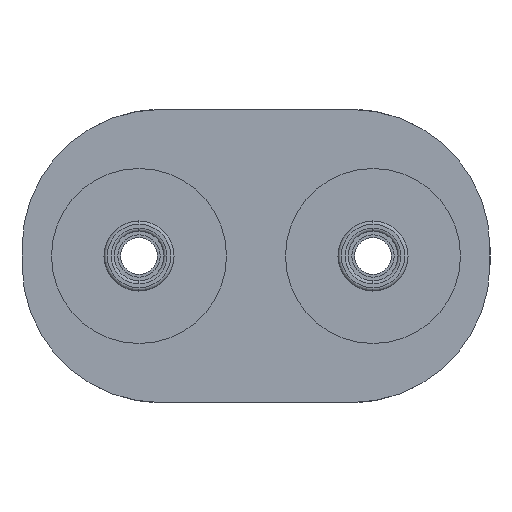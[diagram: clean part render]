
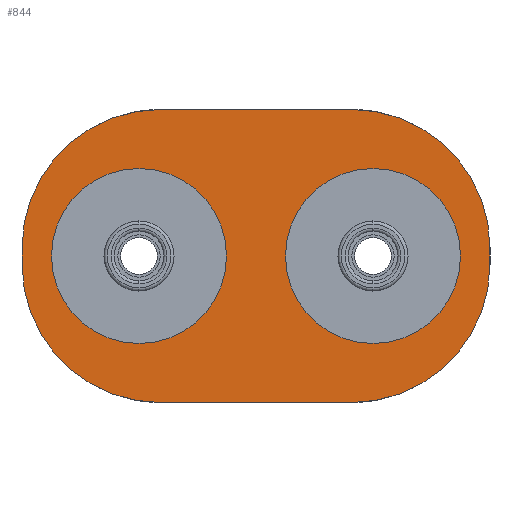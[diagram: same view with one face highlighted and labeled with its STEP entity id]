
A CAD part, left-side view. The second image highlights one B-rep face of the part: STEP entity #844.
In plain terms, the highlighted planar face has unit normal (-1, 0, 0).
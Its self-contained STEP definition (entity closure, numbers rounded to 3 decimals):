
#12 = DIRECTION ( 'NONE',  ( 0., 0., 1. ) ) ;
#30 = VERTEX_POINT ( 'NONE', #5938 ) ;
#53 = EDGE_CURVE ( 'NONE', #11905, #644, #8141, .T. ) ;
#114 = DIRECTION ( 'NONE',  ( 1., 0., 0. ) ) ;
#214 = ORIENTED_EDGE ( 'NONE', *, *, #16481, .T. ) ;
#217 = CARTESIAN_POINT ( 'NONE',  ( -28.85, 6.35, -4.75 ) ) ;
#409 = ORIENTED_EDGE ( 'NONE', *, *, #8380, .T. ) ;
#468 = DIRECTION ( 'NONE',  ( -1., 0., 0. ) ) ;
#472 = VECTOR ( 'NONE', #10457, 1000. ) ;
#644 = VERTEX_POINT ( 'NONE', #217 ) ;
#750 = EDGE_CURVE ( 'NONE', #9532, #6517, #4942, .T. ) ;
#798 = EDGE_CURVE ( 'NONE', #9532, #18083, #9991, .T. ) ;
#844 = ADVANCED_FACE ( 'NONE', ( #1726, #4037, #4505 ), #6536, .T. ) ;
#1148 = LINE ( 'NONE', #3082, #9410 ) ;
#1181 = CIRCLE ( 'NONE', #17254, 4.75 ) ;
#1212 = CIRCLE ( 'NONE', #12813, 7.5 ) ;
#1561 = ORIENTED_EDGE ( 'NONE', *, *, #5719, .T. ) ;
#1726 = FACE_OUTER_BOUND ( 'NONE', #15244, .T. ) ;
#1764 = VERTEX_POINT ( 'NONE', #2600 ) ;
#2378 = CARTESIAN_POINT ( 'NONE',  ( -28.85, -6.35, 0. ) ) ;
#2600 = CARTESIAN_POINT ( 'NONE',  ( -28.85, 5.2, -7.95 ) ) ;
#2652 = LINE ( 'NONE', #14929, #13873 ) ;
#2700 = CIRCLE ( 'NONE', #17486, 4.75 ) ;
#2776 = CARTESIAN_POINT ( 'NONE',  ( -28.85, -6.35, 0. ) ) ;
#3020 = DIRECTION ( 'NONE',  ( 0., -1., 0. ) ) ;
#3082 = CARTESIAN_POINT ( 'NONE',  ( -28.85, 0.65, -7.95 ) ) ;
#3444 = DIRECTION ( 'NONE',  ( -1., 0., 0. ) ) ;
#3571 = DIRECTION ( 'NONE',  ( -1., 0., 0. ) ) ;
#3592 = DIRECTION ( 'NONE',  ( 0., 0., 1. ) ) ;
#3822 = EDGE_CURVE ( 'NONE', #5034, #1764, #1212, .T. ) ;
#3838 = EDGE_LOOP ( 'NONE', ( #11476, #14159 ) ) ;
#3853 = DIRECTION ( 'NONE',  ( 0., 0., 1. ) ) ;
#4037 = FACE_BOUND ( 'NONE', #9631, .T. ) ;
#4271 = CARTESIAN_POINT ( 'NONE',  ( -28.85, 12.7, 0. ) ) ;
#4391 = CARTESIAN_POINT ( 'NONE',  ( -28.85, 5.2, -0.45 ) ) ;
#4505 = FACE_BOUND ( 'NONE', #3838, .T. ) ;
#4525 = CARTESIAN_POINT ( 'NONE',  ( -28.85, -5.2, 7.95 ) ) ;
#4860 = ORIENTED_EDGE ( 'NONE', *, *, #3822, .T. ) ;
#4874 = CARTESIAN_POINT ( 'NONE',  ( -28.85, 12.7, -0.45 ) ) ;
#4942 = LINE ( 'NONE', #10888, #9519 ) ;
#5034 = VERTEX_POINT ( 'NONE', #4874 ) ;
#5719 = EDGE_CURVE ( 'NONE', #644, #11905, #1181, .T. ) ;
#5758 = CARTESIAN_POINT ( 'NONE',  ( -28.85, -12.7, -0.45 ) ) ;
#5868 = DIRECTION ( 'NONE',  ( 0., 0., 1. ) ) ;
#5938 = CARTESIAN_POINT ( 'NONE',  ( -28.85, -12.7, 0.45 ) ) ;
#6398 = EDGE_CURVE ( 'NONE', #18083, #5034, #9868, .T. ) ;
#6517 = VERTEX_POINT ( 'NONE', #4525 ) ;
#6536 = PLANE ( 'NONE',  #12309 ) ;
#6629 = CARTESIAN_POINT ( 'NONE',  ( -28.85, -6.35, 4.75 ) ) ;
#7224 = ORIENTED_EDGE ( 'NONE', *, *, #53, .T. ) ;
#7333 = CARTESIAN_POINT ( 'NONE',  ( -28.85, -5.2, -0.45 ) ) ;
#7627 = EDGE_CURVE ( 'NONE', #17104, #11786, #16739, .T. ) ;
#7667 = AXIS2_PLACEMENT_3D ( 'NONE', #7333, #8778, #12 ) ;
#7736 = ORIENTED_EDGE ( 'NONE', *, *, #798, .T. ) ;
#7754 = VERTEX_POINT ( 'NONE', #5758 ) ;
#7964 = CARTESIAN_POINT ( 'NONE',  ( -28.85, 5.2, 0.45 ) ) ;
#8141 = CIRCLE ( 'NONE', #16008, 4.75 ) ;
#8162 = CARTESIAN_POINT ( 'NONE',  ( -28.85, -5.2, -7.95 ) ) ;
#8380 = EDGE_CURVE ( 'NONE', #30, #6517, #8675, .T. ) ;
#8675 = CIRCLE ( 'NONE', #17459, 7.5 ) ;
#8778 = DIRECTION ( 'NONE',  ( -1., 0., 0. ) ) ;
#8878 = CIRCLE ( 'NONE', #7667, 7.5 ) ;
#9011 = DIRECTION ( 'NONE',  ( 1., 0., 0. ) ) ;
#9269 = CARTESIAN_POINT ( 'NONE',  ( -28.85, -5.2, 0.45 ) ) ;
#9382 = AXIS2_PLACEMENT_3D ( 'NONE', #7964, #13721, #3592 ) ;
#9410 = VECTOR ( 'NONE', #3020, 1000. ) ;
#9519 = VECTOR ( 'NONE', #18154, 1000. ) ;
#9532 = VERTEX_POINT ( 'NONE', #13386 ) ;
#9631 = EDGE_LOOP ( 'NONE', ( #7224, #1561 ) ) ;
#9736 = EDGE_CURVE ( 'NONE', #30, #7754, #2652, .T. ) ;
#9868 = LINE ( 'NONE', #4271, #472 ) ;
#9991 = CIRCLE ( 'NONE', #9382, 7.5 ) ;
#10042 = AXIS2_PLACEMENT_3D ( 'NONE', #2378, #12617, #3853 ) ;
#10357 = CARTESIAN_POINT ( 'NONE',  ( -28.85, 6.35, 0. ) ) ;
#10457 = DIRECTION ( 'NONE',  ( 0., 0., -1. ) ) ;
#10888 = CARTESIAN_POINT ( 'NONE',  ( -28.85, 0.65, 7.95 ) ) ;
#10927 = ORIENTED_EDGE ( 'NONE', *, *, #14172, .T. ) ;
#11381 = ORIENTED_EDGE ( 'NONE', *, *, #9736, .F. ) ;
#11476 = ORIENTED_EDGE ( 'NONE', *, *, #7627, .F. ) ;
#11786 = VERTEX_POINT ( 'NONE', #6629 ) ;
#11905 = VERTEX_POINT ( 'NONE', #16851 ) ;
#12107 = DIRECTION ( 'NONE',  ( 0., 0., -1. ) ) ;
#12309 = AXIS2_PLACEMENT_3D ( 'NONE', #13595, #468, #15070 ) ;
#12327 = DIRECTION ( 'NONE',  ( 0., 0., 1. ) ) ;
#12617 = DIRECTION ( 'NONE',  ( -1., 0., 0. ) ) ;
#12813 = AXIS2_PLACEMENT_3D ( 'NONE', #4391, #3571, #16974 ) ;
#12966 = CARTESIAN_POINT ( 'NONE',  ( -28.85, -6.35, -4.75 ) ) ;
#13022 = DIRECTION ( 'NONE',  ( 0., 0., 1. ) ) ;
#13386 = CARTESIAN_POINT ( 'NONE',  ( -28.85, 5.2, 7.95 ) ) ;
#13595 = CARTESIAN_POINT ( 'NONE',  ( -28.85, 0.65, 0. ) ) ;
#13721 = DIRECTION ( 'NONE',  ( -1., 0., 0. ) ) ;
#13873 = VECTOR ( 'NONE', #12107, 1000. ) ;
#14159 = ORIENTED_EDGE ( 'NONE', *, *, #15941, .F. ) ;
#14172 = EDGE_CURVE ( 'NONE', #1764, #17367, #1148, .T. ) ;
#14379 = DIRECTION ( 'NONE',  ( 0., 0., 1. ) ) ;
#14632 = ORIENTED_EDGE ( 'NONE', *, *, #6398, .T. ) ;
#14929 = CARTESIAN_POINT ( 'NONE',  ( -28.85, -12.7, 0. ) ) ;
#15070 = DIRECTION ( 'NONE',  ( 0., 0., 1. ) ) ;
#15244 = EDGE_LOOP ( 'NONE', ( #14632, #4860, #10927, #214, #11381, #409, #15556, #7736 ) ) ;
#15556 = ORIENTED_EDGE ( 'NONE', *, *, #750, .F. ) ;
#15941 = EDGE_CURVE ( 'NONE', #11786, #17104, #2700, .T. ) ;
#16008 = AXIS2_PLACEMENT_3D ( 'NONE', #17804, #9011, #14379 ) ;
#16481 = EDGE_CURVE ( 'NONE', #17367, #7754, #8878, .T. ) ;
#16739 = CIRCLE ( 'NONE', #10042, 4.75 ) ;
#16851 = CARTESIAN_POINT ( 'NONE',  ( -28.85, 6.35, 4.75 ) ) ;
#16974 = DIRECTION ( 'NONE',  ( 0., 0., 1. ) ) ;
#17104 = VERTEX_POINT ( 'NONE', #12966 ) ;
#17254 = AXIS2_PLACEMENT_3D ( 'NONE', #10357, #114, #5868 ) ;
#17367 = VERTEX_POINT ( 'NONE', #8162 ) ;
#17459 = AXIS2_PLACEMENT_3D ( 'NONE', #9269, #3444, #12327 ) ;
#17486 = AXIS2_PLACEMENT_3D ( 'NONE', #2776, #18869, #13022 ) ;
#17804 = CARTESIAN_POINT ( 'NONE',  ( -28.85, 6.35, 0. ) ) ;
#18083 = VERTEX_POINT ( 'NONE', #18180 ) ;
#18154 = DIRECTION ( 'NONE',  ( 0., -1., 0. ) ) ;
#18180 = CARTESIAN_POINT ( 'NONE',  ( -28.85, 12.7, 0.45 ) ) ;
#18869 = DIRECTION ( 'NONE',  ( -1., 0., 0. ) ) ;
